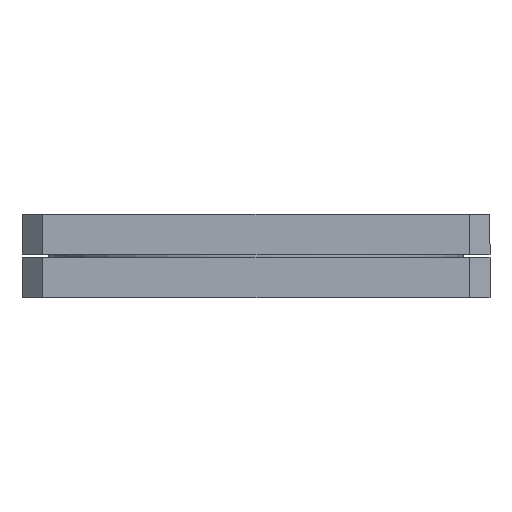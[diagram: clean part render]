
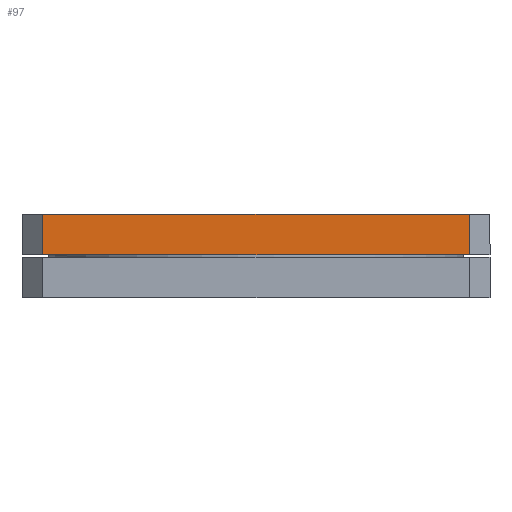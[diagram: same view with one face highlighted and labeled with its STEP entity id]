
A CAD part, front view. The second image highlights one B-rep face of the part: STEP entity #97.
In plain terms, the highlighted planar face has unit normal (0, -1, 0).
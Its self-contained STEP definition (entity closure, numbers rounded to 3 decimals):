
#4 = AXIS2_PLACEMENT_3D ( 'NONE', #692, #1153, #1169 ) ;
#97 = ADVANCED_FACE ( 'NONE', ( #304 ), #719, .T. ) ;
#108 = VECTOR ( 'NONE', #460, 1000. ) ;
#122 = DIRECTION ( 'NONE',  ( -1., 0., 0. ) ) ;
#232 = DIRECTION ( 'NONE',  ( 0., 0., 1. ) ) ;
#266 = CARTESIAN_POINT ( 'NONE',  ( 45., -45., 0. ) ) ;
#304 = FACE_OUTER_BOUND ( 'NONE', #1387, .T. ) ;
#315 = CARTESIAN_POINT ( 'NONE',  ( -41., -45., 0. ) ) ;
#374 = CARTESIAN_POINT ( 'NONE',  ( 41., -45., 0. ) ) ;
#376 = VERTEX_POINT ( 'NONE', #1816 ) ;
#427 = VECTOR ( 'NONE', #122, 1000. ) ;
#453 = EDGE_CURVE ( 'NONE', #893, #618, #1693, .T. ) ;
#458 = ORIENTED_EDGE ( 'NONE', *, *, #1550, .T. ) ;
#460 = DIRECTION ( 'NONE',  ( 0., 0., -1. ) ) ;
#487 = VERTEX_POINT ( 'NONE', #709 ) ;
#595 = CARTESIAN_POINT ( 'NONE',  ( 41., -45., -7.75 ) ) ;
#618 = VERTEX_POINT ( 'NONE', #595 ) ;
#692 = CARTESIAN_POINT ( 'NONE',  ( 45., -45., 0. ) ) ;
#709 = CARTESIAN_POINT ( 'NONE',  ( -41., -45., 0. ) ) ;
#719 = PLANE ( 'NONE',  #4 ) ;
#729 = ORIENTED_EDGE ( 'NONE', *, *, #865, .T. ) ;
#859 = CARTESIAN_POINT ( 'NONE',  ( -225., -45., -7.75 ) ) ;
#865 = EDGE_CURVE ( 'NONE', #618, #376, #1312, .T. ) ;
#885 = LINE ( 'NONE', #315, #108 ) ;
#893 = VERTEX_POINT ( 'NONE', #1412 ) ;
#916 = VECTOR ( 'NONE', #232, 1000. ) ;
#1153 = DIRECTION ( 'NONE',  ( 0., -1., 0. ) ) ;
#1169 = DIRECTION ( 'NONE',  ( 0., 0., -1. ) ) ;
#1268 = VECTOR ( 'NONE', #1867, 1000. ) ;
#1276 = ORIENTED_EDGE ( 'NONE', *, *, #453, .T. ) ;
#1312 = LINE ( 'NONE', #374, #916 ) ;
#1351 = EDGE_CURVE ( 'NONE', #376, #487, #1597, .T. ) ;
#1387 = EDGE_LOOP ( 'NONE', ( #1276, #729, #1543, #458 ) ) ;
#1412 = CARTESIAN_POINT ( 'NONE',  ( -41., -45., -7.75 ) ) ;
#1543 = ORIENTED_EDGE ( 'NONE', *, *, #1351, .T. ) ;
#1550 = EDGE_CURVE ( 'NONE', #487, #893, #885, .T. ) ;
#1597 = LINE ( 'NONE', #266, #427 ) ;
#1693 = LINE ( 'NONE', #859, #1268 ) ;
#1816 = CARTESIAN_POINT ( 'NONE',  ( 41., -45., 0. ) ) ;
#1867 = DIRECTION ( 'NONE',  ( 1., 0., 0. ) ) ;
